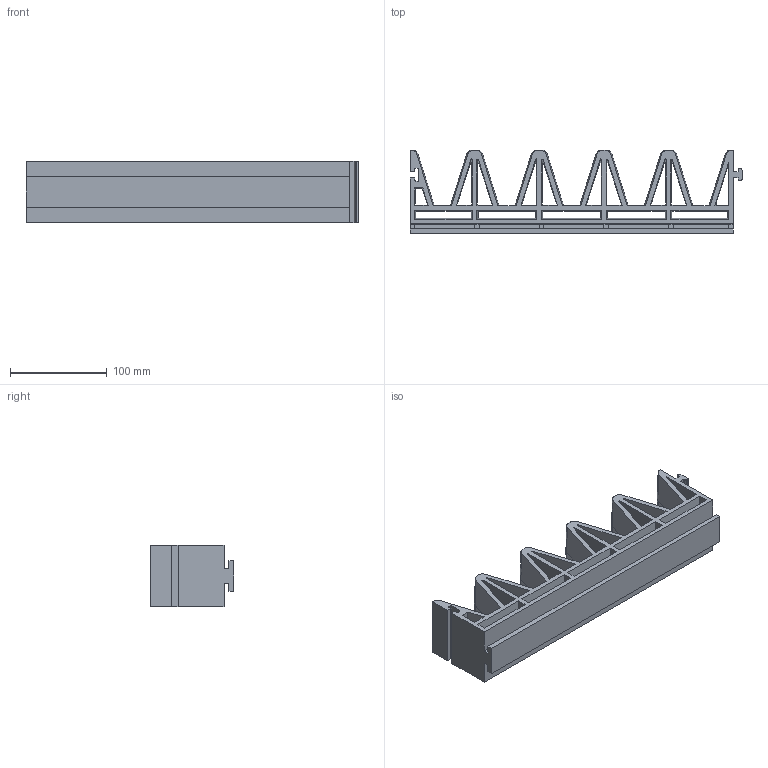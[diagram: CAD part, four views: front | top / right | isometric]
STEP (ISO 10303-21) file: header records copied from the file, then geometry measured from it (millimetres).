
FILE_DESCRIPTION(('CATIA V5 STEP Exchange','CAx-IF Rec.Pracs.--- Model Styling and Organization---1.5--- 2016-08-15','CAx-IF Rec.Pracs.---Supplemental Geometry---1.0---2011-11-01','CAx-IF Rec.Pracs.--- Composite Materials ---1.1---2010-07-15'),'2;1');
FILE_NAME('DE2097 SEPARATOR DUNNAGE 07-07-25.stp','2025-07-07T15:13:09+00:00',('none'),('none'),'CATIA Version 5-6 Release 2024 SP3','CATIA V5 STEP AP214 Edition 3 v3','none');
FILE_SCHEMA(('AUTOMOTIVE_DESIGN { 1 0 10303 214 3 1 1 1 }'));
Length unit declared in the file: inch
Products named in the file (1): DE2097 SEPARATOR DUNNAGE
Bounding box: 342.42 x 86.36 x 63.5 mm (x, y, z)
Volume: 634949.5 mm3; surface area: 231124.8 mm2
Topology: 1 solids, 1 shells, 245 faces, 662 edges, 419 vertices
Faces by surface type: plane 201, cylinder 44
Entity records: 7540 total; most frequent: CARTESIAN_POINT 1977, ORIENTED_EDGE 1324, DIRECTION 832, EDGE_CURVE 662, VECTOR 474, LINE 474, VERTEX_POINT 419, EDGE_LOOP 275
